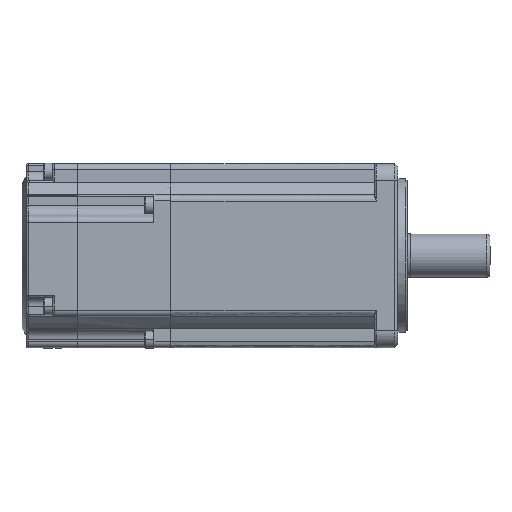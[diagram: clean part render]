
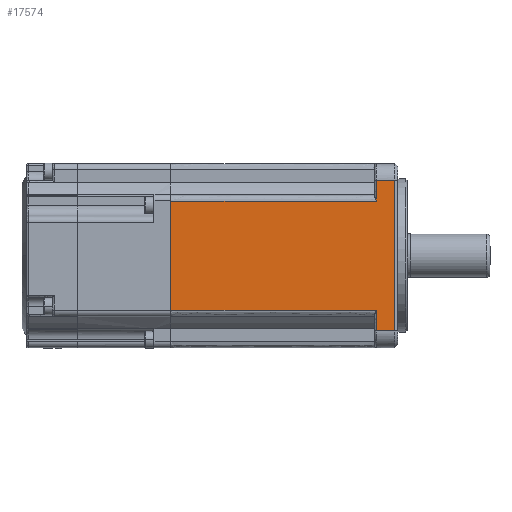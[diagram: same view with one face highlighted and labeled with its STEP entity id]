
A CAD part, front view. The second image highlights one B-rep face of the part: STEP entity #17574.
In plain terms, the highlighted free-form (B-spline) face has degree [1, 1] with [2, 2] control points.
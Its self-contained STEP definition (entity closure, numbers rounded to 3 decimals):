
#1187 = EDGE_CURVE ( 'NONE', #53463, #9175, #93296, .T. ) ;
#2136 = VERTEX_POINT ( 'NONE', #5481 ) ;
#5053 = VERTEX_POINT ( 'NONE', #84316 ) ;
#5481 = CARTESIAN_POINT ( 'NONE',  ( 12.2, -30., 24.5 ) ) ;
#6223 = B_SPLINE_CURVE_WITH_KNOTS ( 'NONE', 1,
 ( #68348, #18667 ),
 .UNSPECIFIED., .F., .F.,
 ( 2, 2 ),
 ( 0., 1. ),
 .UNSPECIFIED. ) ;
#6834 = CARTESIAN_POINT ( 'NONE',  ( 12.2, -30., -17.8 ) ) ;
#7678 = CARTESIAN_POINT ( 'NONE',  ( 12.2, -30., -24.5 ) ) ;
#7991 = CARTESIAN_POINT ( 'NONE',  ( -54.8, -30., 17.8 ) ) ;
#9175 = VERTEX_POINT ( 'NONE', #27313 ) ;
#11801 = EDGE_CURVE ( 'NONE', #9175, #18046, #6223, .T. ) ;
#12145 = EDGE_CURVE ( 'NONE', #2136, #13870, #21824, .T. ) ;
#13870 = VERTEX_POINT ( 'NONE', #70283 ) ;
#14087 = CARTESIAN_POINT ( 'NONE',  ( 18.2, -30., -24.5 ) ) ;
#14932 = CARTESIAN_POINT ( 'NONE',  ( 12.2, -30., 24.5 ) ) ;
#15197 = B_SPLINE_CURVE_WITH_KNOTS ( 'NONE', 1,
 ( #39483, #14932 ),
 .UNSPECIFIED., .F., .F.,
 ( 2, 2 ),
 ( 0., 1. ),
 .UNSPECIFIED. ) ;
#16815 = CARTESIAN_POINT ( 'NONE',  ( 18.2, -30., 24.5 ) ) ;
#17574 = ADVANCED_FACE ( 'NONE', ( #39704 ), #79092, .T. ) ;
#18046 = VERTEX_POINT ( 'NONE', #6834 ) ;
#18667 = CARTESIAN_POINT ( 'NONE',  ( 12.2, -30., -17.8 ) ) ;
#21824 = B_SPLINE_CURVE_WITH_KNOTS ( 'NONE', 1,
 ( #27787, #26152 ),
 .UNSPECIFIED., .F., .F.,
 ( 2, 2 ),
 ( 0., 1. ),
 .UNSPECIFIED. ) ;
#23566 = VERTEX_POINT ( 'NONE', #16815 ) ;
#24350 = CARTESIAN_POINT ( 'NONE',  ( -54.8, -30., 24.5 ) ) ;
#24883 = CARTESIAN_POINT ( 'NONE',  ( 18.2, -30., -24.5 ) ) ;
#26152 = CARTESIAN_POINT ( 'NONE',  ( 12.2, -30., 17.8 ) ) ;
#27313 = CARTESIAN_POINT ( 'NONE',  ( -54.8, -30., -17.8 ) ) ;
#27787 = CARTESIAN_POINT ( 'NONE',  ( 12.2, -30., 24.5 ) ) ;
#30003 = EDGE_CURVE ( 'NONE', #23566, #2136, #15197, .T. ) ;
#36531 = EDGE_CURVE ( 'NONE', #5053, #81223, #103497, .T. ) ;
#39167 = CARTESIAN_POINT ( 'NONE',  ( 18.2, -30., 24.5 ) ) ;
#39483 = CARTESIAN_POINT ( 'NONE',  ( 18.2, -30., 24.5 ) ) ;
#39704 = FACE_OUTER_BOUND ( 'NONE', #45862, .T. ) ;
#45862 = EDGE_LOOP ( 'NONE', ( #103923, #51416, #94613, #86061, #59905, #74406, #102491, #69558 ) ) ;
#50194 = CARTESIAN_POINT ( 'NONE',  ( 18.2, -30., 24.5 ) ) ;
#51416 = ORIENTED_EDGE ( 'NONE', *, *, #87959, .T. ) ;
#52055 = B_SPLINE_CURVE_WITH_KNOTS ( 'NONE', 1,
 ( #79914, #55946 ),
 .UNSPECIFIED., .F., .F.,
 ( 2, 2 ),
 ( 0., 1. ),
 .UNSPECIFIED. ) ;
#53463 = VERTEX_POINT ( 'NONE', #7991 ) ;
#55946 = CARTESIAN_POINT ( 'NONE',  ( -54.8, -30., 17.8 ) ) ;
#59905 = ORIENTED_EDGE ( 'NONE', *, *, #30003, .T. ) ;
#61819 = B_SPLINE_CURVE_WITH_KNOTS ( 'NONE', 1,
 ( #92710, #50194 ),
 .UNSPECIFIED., .F., .F.,
 ( 2, 2 ),
 ( 0., 1. ),
 .UNSPECIFIED. ) ;
#68348 = CARTESIAN_POINT ( 'NONE',  ( -54.8, -30., -17.8 ) ) ;
#69558 = ORIENTED_EDGE ( 'NONE', *, *, #1187, .T. ) ;
#70283 = CARTESIAN_POINT ( 'NONE',  ( 12.2, -30., 17.8 ) ) ;
#70676 = CARTESIAN_POINT ( 'NONE',  ( -54.8, -30., -17.8 ) ) ;
#72461 = CARTESIAN_POINT ( 'NONE',  ( -54.8, -30., -24.5 ) ) ;
#74406 = ORIENTED_EDGE ( 'NONE', *, *, #12145, .T. ) ;
#79092 = B_SPLINE_SURFACE_WITH_KNOTS ( 'NONE', 1, 1, ( 
 ( #24350, #39167 ),
 ( #72461, #14087 ) ),
 .UNSPECIFIED., .F., .F., .F.,
 ( 2, 2 ),
 ( 2, 2 ),
 ( 0., 1. ),
 ( 0., 1. ),
 .UNSPECIFIED. ) ;
#79914 = CARTESIAN_POINT ( 'NONE',  ( 12.2, -30., 17.8 ) ) ;
#81223 = VERTEX_POINT ( 'NONE', #24883 ) ;
#84316 = CARTESIAN_POINT ( 'NONE',  ( 12.2, -30., -24.5 ) ) ;
#86061 = ORIENTED_EDGE ( 'NONE', *, *, #94779, .T. ) ;
#87937 = CARTESIAN_POINT ( 'NONE',  ( 12.2, -30., -24.5 ) ) ;
#87959 = EDGE_CURVE ( 'NONE', #18046, #5053, #93248, .T. ) ;
#89552 = CARTESIAN_POINT ( 'NONE',  ( 12.2, -30., -17.8 ) ) ;
#92710 = CARTESIAN_POINT ( 'NONE',  ( 18.2, -30., -24.5 ) ) ;
#93248 = B_SPLINE_CURVE_WITH_KNOTS ( 'NONE', 1,
 ( #89552, #87937 ),
 .UNSPECIFIED., .F., .F.,
 ( 2, 2 ),
 ( 0., 1. ),
 .UNSPECIFIED. ) ;
#93296 = B_SPLINE_CURVE_WITH_KNOTS ( 'NONE', 1,
 ( #95760, #70676 ),
 .UNSPECIFIED., .F., .F.,
 ( 2, 2 ),
 ( 0., 1. ),
 .UNSPECIFIED. ) ;
#94613 = ORIENTED_EDGE ( 'NONE', *, *, #36531, .T. ) ;
#94779 = EDGE_CURVE ( 'NONE', #81223, #23566, #61819, .T. ) ;
#95760 = CARTESIAN_POINT ( 'NONE',  ( -54.8, -30., 17.8 ) ) ;
#98413 = EDGE_CURVE ( 'NONE', #13870, #53463, #52055, .T. ) ;
#98787 = CARTESIAN_POINT ( 'NONE',  ( 18.2, -30., -24.5 ) ) ;
#102491 = ORIENTED_EDGE ( 'NONE', *, *, #98413, .T. ) ;
#103497 = B_SPLINE_CURVE_WITH_KNOTS ( 'NONE', 1,
 ( #7678, #98787 ),
 .UNSPECIFIED., .F., .F.,
 ( 2, 2 ),
 ( 0., 1. ),
 .UNSPECIFIED. ) ;
#103923 = ORIENTED_EDGE ( 'NONE', *, *, #11801, .T. ) ;
